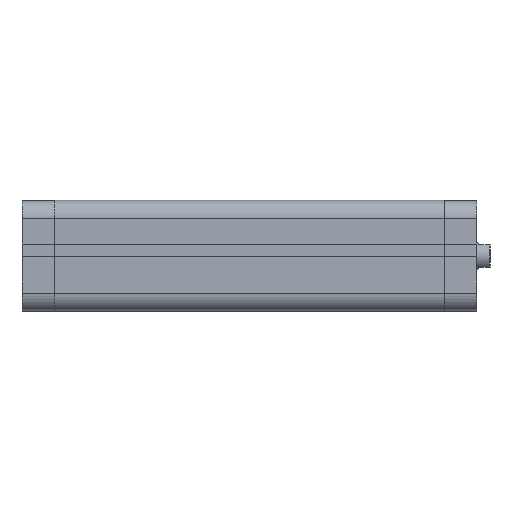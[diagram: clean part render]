
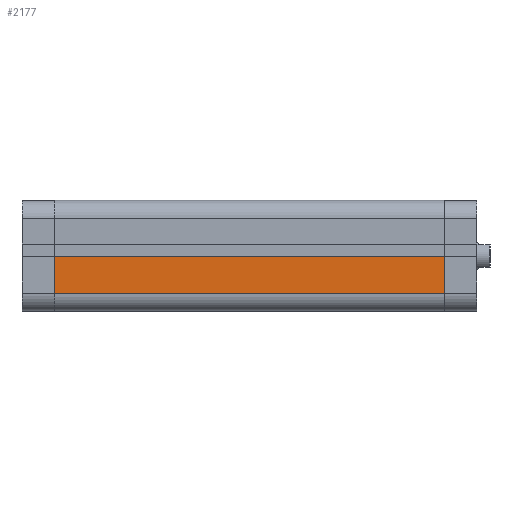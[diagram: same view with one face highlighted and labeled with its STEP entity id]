
A CAD part, top view. The second image highlights one B-rep face of the part: STEP entity #2177.
In plain terms, the highlighted face is planar.
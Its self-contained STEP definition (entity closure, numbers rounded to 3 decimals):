
#618 = CARTESIAN_POINT ( 'NONE',  ( 17., -25., 175.5 ) ) ;
#666 = DIRECTION ( 'NONE',  ( 0., 0., -1. ) ) ;
#715 = EDGE_CURVE ( 'NONE', #1924, #2035, #2688, .T. ) ;
#728 = EDGE_CURVE ( 'NONE', #1924, #2085, #2697, .T. ) ;
#738 = EDGE_CURVE ( 'NONE', #2085, #2023, #2739, .T. ) ;
#751 = EDGE_CURVE ( 'NONE', #2035, #2023, #2764, .T. ) ;
#1414 = AXIS2_PLACEMENT_3D ( 'NONE', #5381, #5384, #5385 ) ;
#1924 = VERTEX_POINT ( 'NONE', #4792 ) ;
#2023 = VERTEX_POINT ( 'NONE', #4846 ) ;
#2035 = VERTEX_POINT ( 'NONE', #4856 ) ;
#2085 = VERTEX_POINT ( 'NONE', #4897 ) ;
#2177 = ADVANCED_FACE ( 'NONE', ( #4933 ), #5382, .F. ) ;
#2219 = CARTESIAN_POINT ( 'NONE',  ( 0.1, -25., 175.5 ) ) ;
#2222 = DIRECTION ( 'NONE',  ( 0., 0., -1. ) ) ;
#2240 = CARTESIAN_POINT ( 'NONE',  ( 0., -25., 175.5 ) ) ;
#2244 = DIRECTION ( 'NONE',  ( 1., 0., 0. ) ) ;
#2273 = CARTESIAN_POINT ( 'NONE',  ( 0., -25., 0. ) ) ;
#2274 = DIRECTION ( 'NONE',  ( 1., 0., 0. ) ) ;
#2447 = ORIENTED_EDGE ( 'NONE', *, *, #728, .T. ) ;
#2448 = ORIENTED_EDGE ( 'NONE', *, *, #715, .F. ) ;
#2449 = ORIENTED_EDGE ( 'NONE', *, *, #751, .F. ) ;
#2450 = ORIENTED_EDGE ( 'NONE', *, *, #738, .T. ) ;
#2688 = LINE ( 'NONE', #2240, #2693 ) ;
#2693 = VECTOR ( 'NONE', #2244, 1000. ) ;
#2697 = LINE ( 'NONE', #2219, #2717 ) ;
#2717 = VECTOR ( 'NONE', #2222, 1000. ) ;
#2739 = LINE ( 'NONE', #2273, #2740 ) ;
#2740 = VECTOR ( 'NONE', #2274, 1000. ) ;
#2764 = LINE ( 'NONE', #618, #2765 ) ;
#2765 = VECTOR ( 'NONE', #666, 1000. ) ;
#4792 = CARTESIAN_POINT ( 'NONE',  ( 0.1, -25., 175.5 ) ) ;
#4846 = CARTESIAN_POINT ( 'NONE',  ( 17., -25., 0. ) ) ;
#4856 = CARTESIAN_POINT ( 'NONE',  ( 17., -25., 175.5 ) ) ;
#4897 = CARTESIAN_POINT ( 'NONE',  ( 0.1, -25., 0. ) ) ;
#4933 = FACE_OUTER_BOUND ( 'NONE', #6488, .T. ) ;
#5381 = CARTESIAN_POINT ( 'NONE',  ( 0., -25., 175.5 ) ) ;
#5382 = PLANE ( 'NONE',  #1414 ) ;
#5384 = DIRECTION ( 'NONE',  ( 0., 1., 0. ) ) ;
#5385 = DIRECTION ( 'NONE',  ( -1., 0., 0. ) ) ;
#6488 = EDGE_LOOP ( 'NONE', ( #2450, #2449, #2448, #2447 ) ) ;
